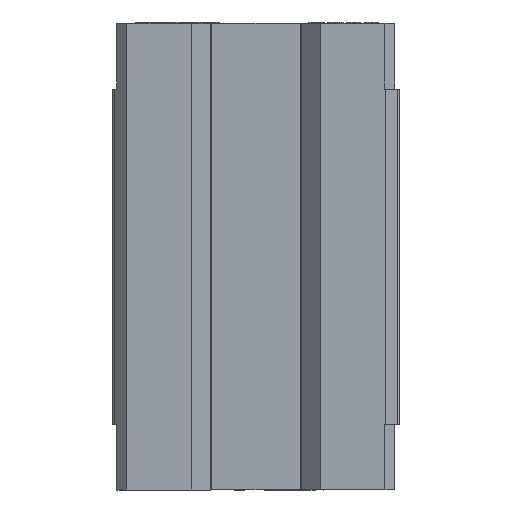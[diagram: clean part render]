
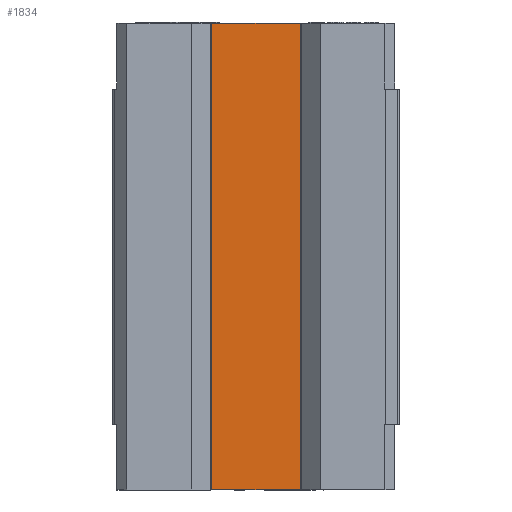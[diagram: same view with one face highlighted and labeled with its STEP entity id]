
A CAD part, front view. The second image highlights one B-rep face of the part: STEP entity #1834.
In plain terms, the highlighted planar face has unit normal (0, -1, 0).
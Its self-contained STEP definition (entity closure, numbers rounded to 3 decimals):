
#1801 = VERTEX_POINT ( 'NONE', #7349 ) ;
#1803 = EDGE_CURVE ( 'NONE', #1828, #1801, #7348, .T. ) ;
#1828 = VERTEX_POINT ( 'NONE', #7336 ) ;
#1831 = EDGE_CURVE ( 'NONE', #1832, #1828, #7335, .T. ) ;
#1832 = VERTEX_POINT ( 'NONE', #7396 ) ;
#1834 = ADVANCED_FACE ( 'NONE', ( #7395 ), #7394, .T. ) ;
#1835 = EDGE_LOOP ( 'NONE', ( #1906, #1907, #1908, #1909 ) ) ;
#1849 = EDGE_CURVE ( 'NONE', #1801, #1866, #7385, .T. ) ;
#1866 = VERTEX_POINT ( 'NONE', #7381 ) ;
#1906 = ORIENTED_EDGE ( 'NONE', *, *, #1849, .T. ) ;
#1907 = ORIENTED_EDGE ( 'NONE', *, *, #1920, .T. ) ;
#1908 = ORIENTED_EDGE ( 'NONE', *, *, #1831, .T. ) ;
#1909 = ORIENTED_EDGE ( 'NONE', *, *, #1803, .T. ) ;
#1920 = EDGE_CURVE ( 'NONE', #1866, #1832, #7442, .T. ) ;
#6631 = CARTESIAN_POINT ( 'NONE',  ( -9.256, 0., 48.7 ) ) ;
#7092 = VECTOR ( 'NONE', #7397, 1000. ) ;
#7335 = LINE ( 'NONE', #6631, #7092 ) ;
#7336 = CARTESIAN_POINT ( 'NONE',  ( -9.256, 0., 48.7 ) ) ;
#7345 = DIRECTION ( 'NONE',  ( 0., 0., -1. ) ) ;
#7346 = VECTOR ( 'NONE', #7345, 1000. ) ;
#7347 = CARTESIAN_POINT ( 'NONE',  ( -9.256, 0., -35. ) ) ;
#7348 = LINE ( 'NONE', #7347, #7346 ) ;
#7349 = CARTESIAN_POINT ( 'NONE',  ( -9.256, 0., -48.7 ) ) ;
#7381 = CARTESIAN_POINT ( 'NONE',  ( 9.256, 0., -48.7 ) ) ;
#7382 = DIRECTION ( 'NONE',  ( 1., 0., 0. ) ) ;
#7383 = VECTOR ( 'NONE', #7382, 1000. ) ;
#7384 = CARTESIAN_POINT ( 'NONE',  ( -9.256, 0., -48.7 ) ) ;
#7385 = LINE ( 'NONE', #7384, #7383 ) ;
#7390 = DIRECTION ( 'NONE',  ( 1., 0., 0. ) ) ;
#7391 = DIRECTION ( 'NONE',  ( 0., -1., 0. ) ) ;
#7392 = CARTESIAN_POINT ( 'NONE',  ( -9.256, 0., -35. ) ) ;
#7393 = AXIS2_PLACEMENT_3D ( 'NONE', #7392, #7391, #7390 ) ;
#7394 = PLANE ( 'NONE',  #7393 ) ;
#7395 = FACE_OUTER_BOUND ( 'NONE', #1835, .T. ) ;
#7396 = CARTESIAN_POINT ( 'NONE',  ( 9.256, 0., 48.7 ) ) ;
#7397 = DIRECTION ( 'NONE',  ( -1., 0., 0. ) ) ;
#7435 = DIRECTION ( 'NONE',  ( 0., 0., 1. ) ) ;
#7436 = VECTOR ( 'NONE', #7435, 1000. ) ;
#7437 = CARTESIAN_POINT ( 'NONE',  ( 9.256, 0., -35. ) ) ;
#7442 = LINE ( 'NONE', #7437, #7436 ) ;
